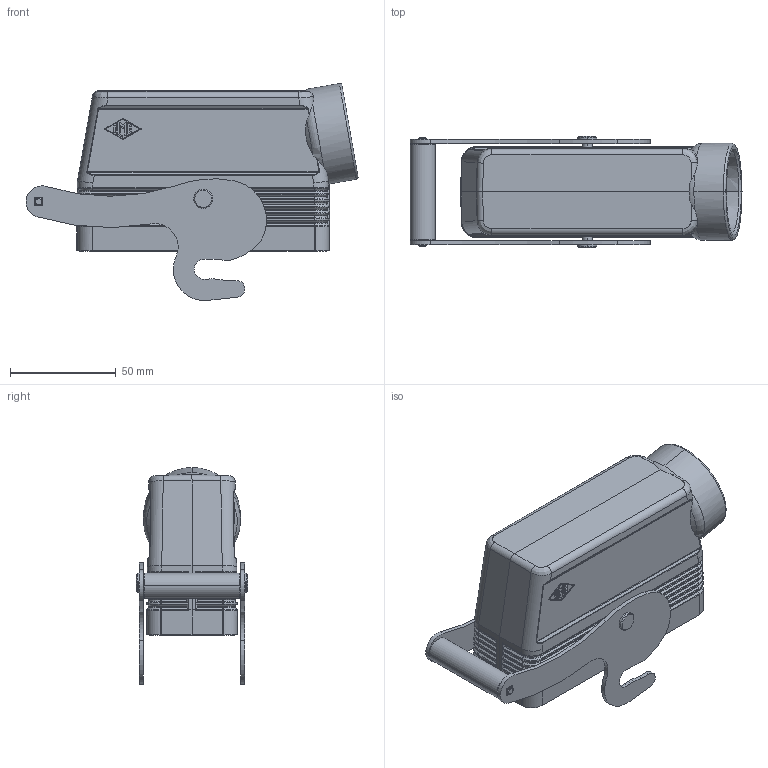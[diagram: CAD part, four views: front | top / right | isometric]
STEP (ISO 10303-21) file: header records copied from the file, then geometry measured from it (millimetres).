
FILE_DESCRIPTION(('Creo Elements/Direct Modeling STEP Export'),'2;1');
FILE_NAME('223mij860o7ki7e1892','2024-01-16T15:18:17',(''),(''),'Creo Elements/Direct Modeling STEP processor for AP214 (Solid Model)','Creo Elements/Direct Modeling 20.5B 27-May-2023 (C) Parametric Technology GmbH','');
FILE_SCHEMA(('AUTOMOTIVE_DESIGN { 1 0 10303 214 1 1 1 1 }'));
Length unit declared in the file: millimetre
Products named in the file (2): MAO 24 YX40
Assembly tree (1 placements, depth 2):
  MAO 24 YX40
    MAO 24 YX40
Bounding box: 157.32 x 53 x 102.84 mm (x, y, z)
Volume: 98010.9 mm3; surface area: 70728.9 mm2
Topology: 1 solids, 1 shells, 799 faces, 1995 edges, 1214 vertices
Faces by surface type: cylinder 256, plane 245, cone 109, bspline 102, torus 81, sphere 6
Entity records: 35548 total; most frequent: CARTESIAN_POINT 10993, ORIENTED_EDGE 3986, DIRECTION 3693, EDGE_CURVE 1993, AXIS2_PLACEMENT_3D 1404, VERTEX_POINT 1214, VECTOR 885, LINE 885
